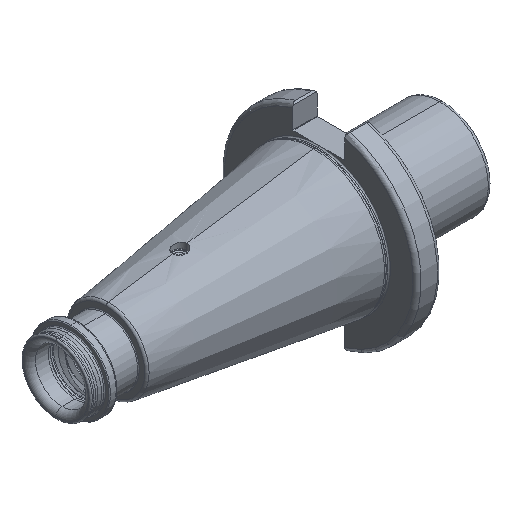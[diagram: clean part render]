
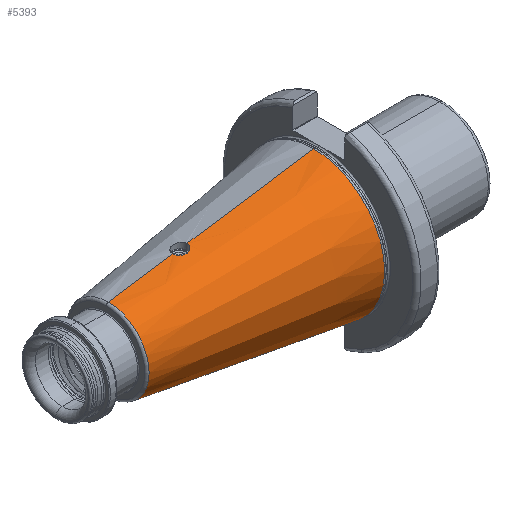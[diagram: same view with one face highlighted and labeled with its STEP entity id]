
A CAD part, isometric view. The second image highlights one B-rep face of the part: STEP entity #5393.
In plain terms, the highlighted conical face has half-angle 8.297 degrees and reference radius 35.027 mm.
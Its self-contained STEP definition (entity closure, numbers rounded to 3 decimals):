
#416 = VECTOR ( 'NONE', #8879, 1000. ) ;
#433 = LINE ( 'NONE', #8924, #416 ) ;
#1111 = EDGE_LOOP ( 'NONE', ( #24427, #24440, #24434, #24435, #24481, #24473 ) ) ;
#2738 = CARTESIAN_POINT ( 'NONE',  ( -8.5, 0., 0. ) ) ;
#2747 = DIRECTION ( 'NONE',  ( -1., 0., 0. ) ) ;
#2780 = DIRECTION ( 'NONE',  ( 0., 0., 1. ) ) ;
#4225 = EDGE_CURVE ( 'NONE', #16793, #16804, #433, .T. ) ;
#5393 = ADVANCED_FACE ( 'NONE', ( #7006 ), #6993, .T. ) ;
#6680 = CIRCLE ( 'NONE', #24273, 20.207 ) ;
#6993 = CONICAL_SURFACE ( 'NONE', #21136, 35.027, 0.145 ) ;
#7006 = FACE_OUTER_BOUND ( 'NONE', #1111, .T. ) ;
#7387 = VECTOR ( 'NONE', #9065, 1000. ) ;
#7400 = VECTOR ( 'NONE', #9074, 1000. ) ;
#7431 = LINE ( 'NONE', #9064, #7387 ) ;
#7432 = LINE ( 'NONE', #9069, #7400 ) ;
#8460 = CARTESIAN_POINT ( 'NONE',  ( -110.123, 0., -20.207 ) ) ;
#8494 = CARTESIAN_POINT ( 'NONE',  ( -8.5, 0., -35.027 ) ) ;
#8879 = DIRECTION ( 'NONE',  ( 0.99, 0., -0.144 ) ) ;
#8924 = CARTESIAN_POINT ( 'NONE',  ( -8.5, 0., -35.027 ) ) ;
#9064 = CARTESIAN_POINT ( 'NONE',  ( -8.5, 0., 35.027 ) ) ;
#9065 = DIRECTION ( 'NONE',  ( 0.99, 0., 0.144 ) ) ;
#9069 = CARTESIAN_POINT ( 'NONE',  ( -8.5, 0., 35.027 ) ) ;
#9074 = DIRECTION ( 'NONE',  ( 0.99, 0., 0.144 ) ) ;
#9227 = CARTESIAN_POINT ( 'NONE',  ( -71.2, 0., 25.883 ) ) ;
#9261 = CARTESIAN_POINT ( 'NONE',  ( -78.2, 0., 24.863 ) ) ;
#9326 = CARTESIAN_POINT ( 'NONE',  ( -8.5, 0., 35.027 ) ) ;
#9351 = CARTESIAN_POINT ( 'NONE',  ( -110.123, 0., 20.207 ) ) ;
#10756 = EDGE_CURVE ( 'NONE', #16664, #16661, #12827, .T. ) ;
#10789 = EDGE_CURVE ( 'NONE', #16731, #16664, #7432, .T. ) ;
#10790 = EDGE_CURVE ( 'NONE', #16661, #16723, #7431, .T. ) ;
#10887 = CARTESIAN_POINT ( 'NONE',  ( -72.937, -3.032, 25.45 ) ) ;
#10888 = CARTESIAN_POINT ( 'NONE',  ( -77.325, -2.326, 24.882 ) ) ;
#10890 = CARTESIAN_POINT ( 'NONE',  ( -75.132, -3.481, 25.07 ) ) ;
#10891 = CARTESIAN_POINT ( 'NONE',  ( -71.381, -1.134, 25.833 ) ) ;
#10892 = CARTESIAN_POINT ( 'NONE',  ( -73.139, -3.141, 25.407 ) ) ;
#10898 = CARTESIAN_POINT ( 'NONE',  ( -74.901, -3.502, 25.101 ) ) ;
#10899 = CARTESIAN_POINT ( 'NONE',  ( -72.56, -2.779, 25.535 ) ) ;
#10900 = CARTESIAN_POINT ( 'NONE',  ( -71.918, -2.136, 25.691 ) ) ;
#10901 = CARTESIAN_POINT ( 'NONE',  ( -73.555, -3.315, 25.324 ) ) ;
#10902 = CARTESIAN_POINT ( 'NONE',  ( -71.665, -1.758, 25.756 ) ) ;
#10903 = CARTESIAN_POINT ( 'NONE',  ( -71.2, 0., 25.883 ) ) ;
#10904 = CARTESIAN_POINT ( 'NONE',  ( -77.732, -1.764, 24.869 ) ) ;
#10905 = CARTESIAN_POINT ( 'NONE',  ( -74.447, -3.498, 25.168 ) ) ;
#10906 = CARTESIAN_POINT ( 'NONE',  ( -72.386, -2.635, 25.576 ) ) ;
#10908 = CARTESIAN_POINT ( 'NONE',  ( -76.433, -3.049, 24.935 ) ) ;
#10911 = CARTESIAN_POINT ( 'NONE',  ( -71.2, -0.233, 25.883 ) ) ;
#10914 = CARTESIAN_POINT ( 'NONE',  ( -72.065, -2.315, 25.653 ) ) ;
#10915 = CARTESIAN_POINT ( 'NONE',  ( -71.313, -0.911, 25.852 ) ) ;
#10917 = CARTESIAN_POINT ( 'NONE',  ( -78.178, -0.458, 24.863 ) ) ;
#10918 = CARTESIAN_POINT ( 'NONE',  ( -77.842, -1.558, 24.867 ) ) ;
#10919 = CARTESIAN_POINT ( 'NONE',  ( -73.772, -3.383, 25.283 ) ) ;
#10925 = CARTESIAN_POINT ( 'NONE',  ( -78.2, 0., 24.863 ) ) ;
#10928 = CARTESIAN_POINT ( 'NONE',  ( -77.473, -2.148, 24.877 ) ) ;
#10930 = CARTESIAN_POINT ( 'NONE',  ( -78.019, -1.135, 24.864 ) ) ;
#10931 = CARTESIAN_POINT ( 'NONE',  ( -71.223, -0.461, 25.877 ) ) ;
#10932 = CARTESIAN_POINT ( 'NONE',  ( -76.227, -3.158, 24.951 ) ) ;
#10933 = CARTESIAN_POINT ( 'NONE',  ( -75.582, -3.395, 25.015 ) ) ;
#10934 = CARTESIAN_POINT ( 'NONE',  ( -75.801, -3.33, 24.992 ) ) ;
#10936 = CARTESIAN_POINT ( 'NONE',  ( -78.087, -0.914, 24.863 ) ) ;
#10937 = CARTESIAN_POINT ( 'NONE',  ( -76.816, -2.797, 24.908 ) ) ;
#10938 = CARTESIAN_POINT ( 'NONE',  ( -76.995, -2.653, 24.898 ) ) ;
#10939 = CARTESIAN_POINT ( 'NONE',  ( -74.221, -3.475, 25.205 ) ) ;
#10941 = CARTESIAN_POINT ( 'NONE',  ( -78.2, -0.23, 24.863 ) ) ;
#10942 = CARTESIAN_POINT ( 'NONE',  ( -71.557, -1.557, 25.785 ) ) ;
#12827 = B_SPLINE_CURVE_WITH_KNOTS ( 'NONE', 3,
 ( #10925, #10941, #10917, #10936, #10930, #10918, #10904, #10928, #10888, #10938, #10937, #10908, #10932, #10934, #10933, #10890, #10898, #10905, #10939, #10919, #10901, #10892, #10887, #10899, #10906, #10914, #10900, #10902, #10942, #10891, #10915, #10931, #10911, #10903 ),
 .UNSPECIFIED., .F., .F.,
 ( 4, 2, 2, 2, 2, 2, 2, 2, 2, 2, 2, 2, 2, 2, 2, 2, 4 ),
 ( 0.019, 0.02, 0.021, 0.021, 0.022, 0.023, 0.023, 0.024, 0.025, 0.026, 0.026, 0.027, 0.028, 0.028, 0.029, 0.03, 0.03 ),
 .UNSPECIFIED. ) ;
#14299 = DIRECTION ( 'NONE',  ( 1., 0., 0. ) ) ;
#14308 = DIRECTION ( 'NONE',  ( 0., 0., -1. ) ) ;
#14313 = CARTESIAN_POINT ( 'NONE',  ( -8.5, 0., 0. ) ) ;
#16661 = VERTEX_POINT ( 'NONE', #9227 ) ;
#16664 = VERTEX_POINT ( 'NONE', #9261 ) ;
#16723 = VERTEX_POINT ( 'NONE', #9326 ) ;
#16731 = VERTEX_POINT ( 'NONE', #9351 ) ;
#16793 = VERTEX_POINT ( 'NONE', #8460 ) ;
#16804 = VERTEX_POINT ( 'NONE', #8494 ) ;
#18518 = CIRCLE ( 'NONE', #24293, 35.027 ) ;
#19121 = CARTESIAN_POINT ( 'NONE',  ( -110.123, 0., 0. ) ) ;
#19131 = DIRECTION ( 'NONE',  ( -1., 0., 0. ) ) ;
#19138 = DIRECTION ( 'NONE',  ( 0., 0., 1. ) ) ;
#21136 = AXIS2_PLACEMENT_3D ( 'NONE', #14313, #14299, #14308 ) ;
#21501 = EDGE_CURVE ( 'NONE', #16793, #16731, #6680, .T. ) ;
#21576 = EDGE_CURVE ( 'NONE', #16804, #16723, #18518, .T. ) ;
#24273 = AXIS2_PLACEMENT_3D ( 'NONE', #19121, #19131, #19138 ) ;
#24293 = AXIS2_PLACEMENT_3D ( 'NONE', #2738, #2747, #2780 ) ;
#24427 = ORIENTED_EDGE ( 'NONE', *, *, #10789, .F. ) ;
#24434 = ORIENTED_EDGE ( 'NONE', *, *, #4225, .T. ) ;
#24435 = ORIENTED_EDGE ( 'NONE', *, *, #21576, .T. ) ;
#24440 = ORIENTED_EDGE ( 'NONE', *, *, #21501, .F. ) ;
#24473 = ORIENTED_EDGE ( 'NONE', *, *, #10756, .F. ) ;
#24481 = ORIENTED_EDGE ( 'NONE', *, *, #10790, .F. ) ;
